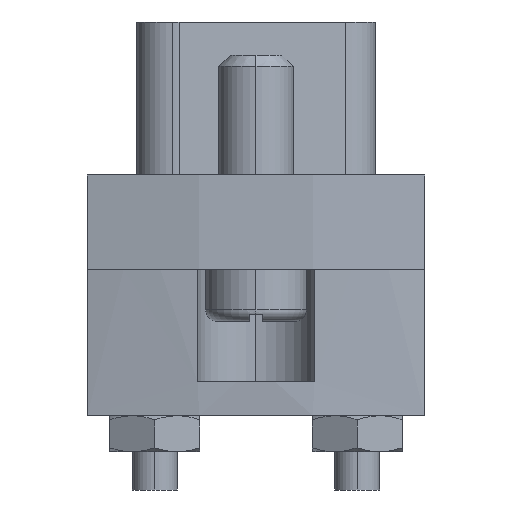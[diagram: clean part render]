
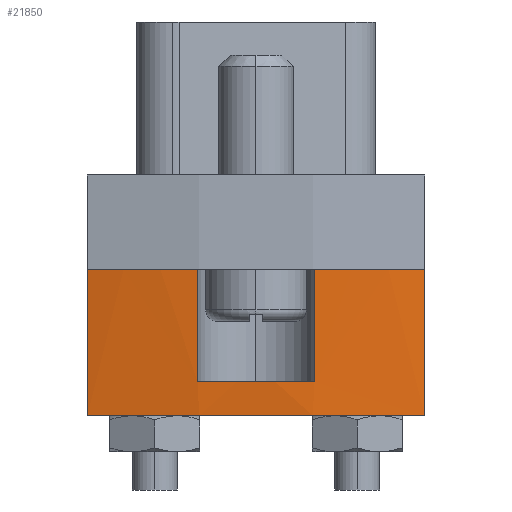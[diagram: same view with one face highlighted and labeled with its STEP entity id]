
A CAD part, left-side view. The second image highlights one B-rep face of the part: STEP entity #21850.
In plain terms, the highlighted cylindrical face has radius 33 mm (diameter 66 mm), a partial arc.
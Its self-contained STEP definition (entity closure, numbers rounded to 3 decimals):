
#381 = VERTEX_POINT ( 'NONE', #16646 ) ;
#937 = FACE_OUTER_BOUND ( 'NONE', #21160, .T. ) ;
#1090 = ORIENTED_EDGE ( 'NONE', *, *, #19854, .T. ) ;
#1190 = VERTEX_POINT ( 'NONE', #1509 ) ;
#1509 = CARTESIAN_POINT ( 'NONE',  ( -32.897, -2.6, 0. ) ) ;
#1785 = CIRCLE ( 'NONE', #3930, 33. ) ;
#2156 = LINE ( 'NONE', #14571, #20452 ) ;
#3047 = CARTESIAN_POINT ( 'NONE',  ( 0., 0., -5. ) ) ;
#3453 = DIRECTION ( 'NONE',  ( 0., 0., 1. ) ) ;
#3930 = AXIS2_PLACEMENT_3D ( 'NONE', #16172, #5574, #17964 ) ;
#3990 = CARTESIAN_POINT ( 'NONE',  ( -32.897, -2.6, -5. ) ) ;
#4506 = LINE ( 'NONE', #10816, #6444 ) ;
#4767 = EDGE_CURVE ( 'NONE', #21424, #17538, #10482, .T. ) ;
#4833 = DIRECTION ( 'NONE',  ( 1., 0., 0. ) ) ;
#5023 = AXIS2_PLACEMENT_3D ( 'NONE', #3047, #15416, #4833 ) ;
#5121 = ORIENTED_EDGE ( 'NONE', *, *, #18439, .F. ) ;
#5512 = DIRECTION ( 'NONE',  ( 0., 0., 1. ) ) ;
#5574 = DIRECTION ( 'NONE',  ( 0., 0., 1. ) ) ;
#5807 = DIRECTION ( 'NONE',  ( 0., 0., 1. ) ) ;
#6385 = DIRECTION ( 'NONE',  ( 0., 0., 1. ) ) ;
#6444 = VECTOR ( 'NONE', #16144, 1000. ) ;
#7927 = ORIENTED_EDGE ( 'NONE', *, *, #14307, .T. ) ;
#8149 = CARTESIAN_POINT ( 'NONE',  ( 0., 0., -6.5 ) ) ;
#8325 = AXIS2_PLACEMENT_3D ( 'NONE', #16400, #5807, #18186 ) ;
#8700 = VECTOR ( 'NONE', #5512, 1000. ) ;
#9698 = LINE ( 'NONE', #10583, #19137 ) ;
#9721 = VERTEX_POINT ( 'NONE', #3990 ) ;
#9801 = CYLINDRICAL_SURFACE ( 'NONE', #16469, 33. ) ;
#10013 = DIRECTION ( 'NONE',  ( 0., 0., 1. ) ) ;
#10380 = AXIS2_PLACEMENT_3D ( 'NONE', #20617, #10013, #22420 ) ;
#10482 = CIRCLE ( 'NONE', #8325, 33. ) ;
#10583 = CARTESIAN_POINT ( 'NONE',  ( -32.136, -7.5, -6.5 ) ) ;
#10816 = CARTESIAN_POINT ( 'NONE',  ( -32.897, -2.6, -6.5 ) ) ;
#11219 = VERTEX_POINT ( 'NONE', #16640 ) ;
#11517 = CARTESIAN_POINT ( 'NONE',  ( -32.897, 2.6, 0. ) ) ;
#11714 = EDGE_CURVE ( 'NONE', #17538, #11219, #2156, .T. ) ;
#11827 = ORIENTED_EDGE ( 'NONE', *, *, #11714, .F. ) ;
#11953 = CIRCLE ( 'NONE', #5023, 33. ) ;
#12540 = CARTESIAN_POINT ( 'NONE',  ( -32.136, 7.5, -6.5 ) ) ;
#12674 = ORIENTED_EDGE ( 'NONE', *, *, #16869, .F. ) ;
#13389 = LINE ( 'NONE', #12540, #8700 ) ;
#13556 = CARTESIAN_POINT ( 'NONE',  ( -32.136, 7.5, -6.5 ) ) ;
#13594 = ORIENTED_EDGE ( 'NONE', *, *, #13821, .T. ) ;
#13821 = EDGE_CURVE ( 'NONE', #19846, #16117, #1785, .T. ) ;
#14307 = EDGE_CURVE ( 'NONE', #16117, #381, #9698, .T. ) ;
#14571 = CARTESIAN_POINT ( 'NONE',  ( -32.897, 2.6, -6.5 ) ) ;
#15344 = ORIENTED_EDGE ( 'NONE', *, *, #4767, .F. ) ;
#15416 = DIRECTION ( 'NONE',  ( 0., 0., -1. ) ) ;
#16117 = VERTEX_POINT ( 'NONE', #16468 ) ;
#16144 = DIRECTION ( 'NONE',  ( 0., 0., 1. ) ) ;
#16172 = CARTESIAN_POINT ( 'NONE',  ( 0., 0., -6.5 ) ) ;
#16400 = CARTESIAN_POINT ( 'NONE',  ( 0., 0., 0. ) ) ;
#16468 = CARTESIAN_POINT ( 'NONE',  ( -32.136, -7.5, -6.5 ) ) ;
#16469 = AXIS2_PLACEMENT_3D ( 'NONE', #8149, #6385, #18778 ) ;
#16640 = CARTESIAN_POINT ( 'NONE',  ( -32.897, 2.6, -5. ) ) ;
#16646 = CARTESIAN_POINT ( 'NONE',  ( -32.136, -7.5, 0. ) ) ;
#16869 = EDGE_CURVE ( 'NONE', #1190, #381, #21531, .T. ) ;
#17473 = CARTESIAN_POINT ( 'NONE',  ( -32.136, 7.5, 0. ) ) ;
#17538 = VERTEX_POINT ( 'NONE', #11517 ) ;
#17964 = DIRECTION ( 'NONE',  ( 1., 0., 0. ) ) ;
#18186 = DIRECTION ( 'NONE',  ( 1., 0., 0. ) ) ;
#18439 = EDGE_CURVE ( 'NONE', #19846, #21424, #13389, .T. ) ;
#18778 = DIRECTION ( 'NONE',  ( 1., 0., 0. ) ) ;
#18893 = ORIENTED_EDGE ( 'NONE', *, *, #22980, .F. ) ;
#19137 = VECTOR ( 'NONE', #3453, 1000. ) ;
#19846 = VERTEX_POINT ( 'NONE', #13556 ) ;
#19854 = EDGE_CURVE ( 'NONE', #9721, #11219, #11953, .T. ) ;
#19949 = DIRECTION ( 'NONE',  ( 0., 0., -1. ) ) ;
#20452 = VECTOR ( 'NONE', #19949, 1000. ) ;
#20617 = CARTESIAN_POINT ( 'NONE',  ( 0., 0., 0. ) ) ;
#21160 = EDGE_LOOP ( 'NONE', ( #18893, #1090, #11827, #15344, #5121, #13594, #7927, #12674 ) ) ;
#21424 = VERTEX_POINT ( 'NONE', #17473 ) ;
#21531 = CIRCLE ( 'NONE', #10380, 33. ) ;
#21850 = ADVANCED_FACE ( 'NONE', ( #937 ), #9801, .T. ) ;
#22420 = DIRECTION ( 'NONE',  ( 1., 0., 0. ) ) ;
#22980 = EDGE_CURVE ( 'NONE', #9721, #1190, #4506, .T. ) ;
